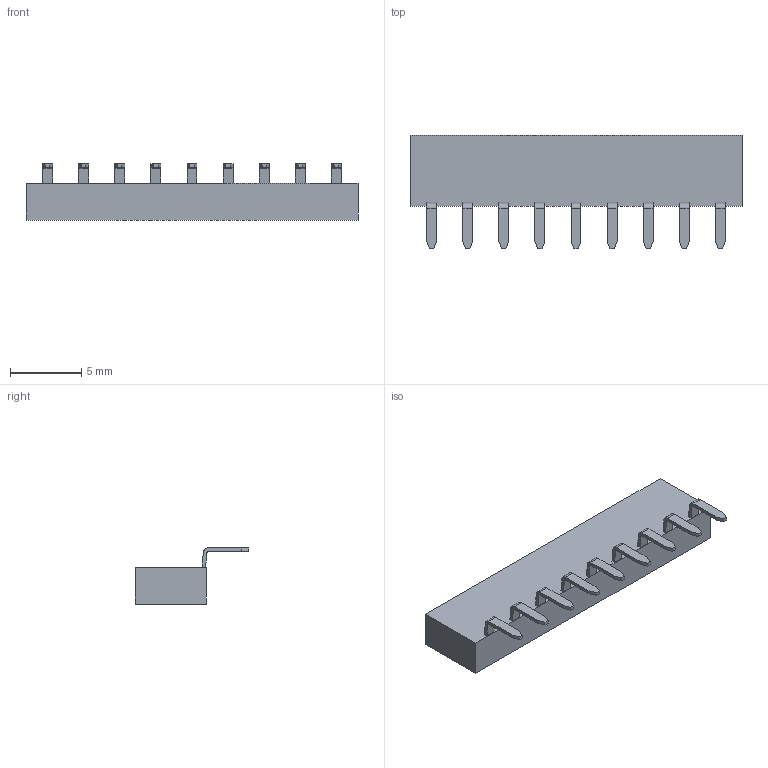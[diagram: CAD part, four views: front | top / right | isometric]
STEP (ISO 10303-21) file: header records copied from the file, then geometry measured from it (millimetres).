
FILE_DESCRIPTION( ('This file contains a STEP AP42 implementation' ,'as created by ZW3D STEP Interface translator.') ,'2;1' );
FILE_NAME( '2150-1XXWXXCUNX5.stp' ,'23 427.162017', (''), ('ZWCAD Software Co.'), 'Version 1.0', 'ZW3D to STEP translator', '' );
FILE_SCHEMA(('AUTOMOTIVE_DESIGN { 1 0 10303 214 1 1 1 1 }'));
Length unit declared in the file: millimetre
Products named in the file (2): 0; 2150-120wxxcunx5
Bounding box: 23.36 x 8 x 3.96 mm (x, y, z)
Volume: 228.6 mm3; surface area: 887.2 mm2
Topology: 1 solids, 1 shells, 762 faces, 2253 edges, 1484 vertices
Faces by surface type: plane 537, cylinder 207, torus 18
Entity records: 26819 total; most frequent: CARTESIAN_POINT 5184, ORIENTED_EDGE 4506, DIRECTION 4139, EDGE_CURVE 2253, VECTOR 1713, LINE 1713, VERTEX_POINT 1484, AXIS2_PLACEMENT_3D 1213
